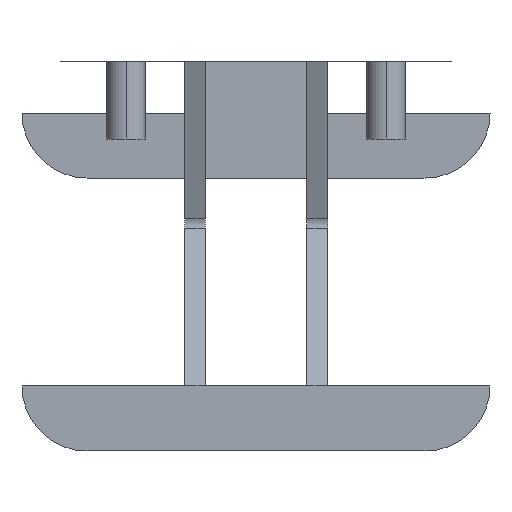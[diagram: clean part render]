
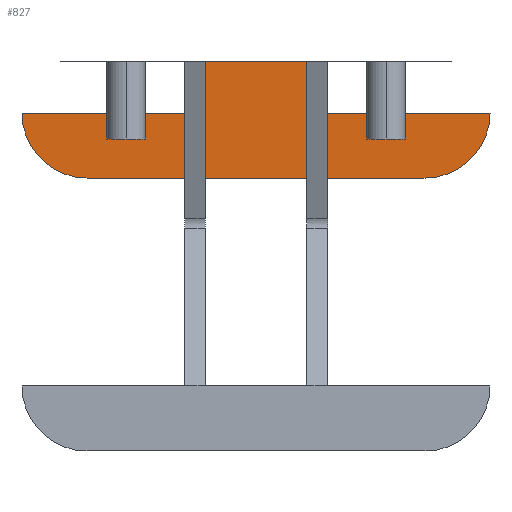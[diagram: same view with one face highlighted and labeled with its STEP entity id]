
A CAD part, left-side view. The second image highlights one B-rep face of the part: STEP entity #827.
In plain terms, the highlighted planar face has unit normal (-1, 0, 0).
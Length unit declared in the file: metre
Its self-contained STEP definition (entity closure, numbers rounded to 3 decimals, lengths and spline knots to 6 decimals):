
#37 = EDGE_CURVE ( 'NONE', #1154, #40, #800, .T. ) ;
#40 = VERTEX_POINT ( 'NONE', #1499 ) ;
#75 = VECTOR ( 'NONE', #917, 1. ) ;
#78 = PLANE ( 'NONE',  #1226 ) ;
#117 = CARTESIAN_POINT ( 'NONE',  ( -3.225, 0., -3.7 ) ) ;
#133 = DIRECTION ( 'NONE',  ( 0., 0., 1. ) ) ;
#209 = CARTESIAN_POINT ( 'NONE',  ( -3.225, 0.275, -3.5 ) ) ;
#232 = CARTESIAN_POINT ( 'NONE',  ( -3.225, 0.9, -3.7 ) ) ;
#246 = LINE ( 'NONE', #977, #1206 ) ;
#301 = DIRECTION ( 'NONE',  ( 1., 0., 0. ) ) ;
#306 = AXIS2_PLACEMENT_3D ( 'NONE', #480, #1037, #599 ) ;
#314 = EDGE_CURVE ( 'NONE', #1074, #1154, #1485, .T. ) ;
#350 = CARTESIAN_POINT ( 'NONE',  ( -3.225, 0.65, -3.95 ) ) ;
#367 = VECTOR ( 'NONE', #673, 1. ) ;
#389 = VECTOR ( 'NONE', #1426, 1. ) ;
#405 = DIRECTION ( 'NONE',  ( 0., 0., -1. ) ) ;
#409 = VERTEX_POINT ( 'NONE', #813 ) ;
#437 = EDGE_CURVE ( 'NONE', #892, #440, #246, .T. ) ;
#440 = VERTEX_POINT ( 'NONE', #1258 ) ;
#447 = EDGE_CURVE ( 'NONE', #1074, #629, #526, .T. ) ;
#452 = VECTOR ( 'NONE', #642, 1. ) ;
#480 = CARTESIAN_POINT ( 'NONE',  ( -3.225, -0.65, -3.7 ) ) ;
#488 = LINE ( 'NONE', #1744, #452 ) ;
#519 = ORIENTED_EDGE ( 'NONE', *, *, #437, .T. ) ;
#526 = LINE ( 'NONE', #1372, #367 ) ;
#594 = VECTOR ( 'NONE', #1071, 1. ) ;
#599 = DIRECTION ( 'NONE',  ( 0., 0., -1. ) ) ;
#629 = VERTEX_POINT ( 'NONE', #996 ) ;
#642 = DIRECTION ( 'NONE',  ( 0., 1., 0. ) ) ;
#657 = ORIENTED_EDGE ( 'NONE', *, *, #37, .F. ) ;
#673 = DIRECTION ( 'NONE',  ( 0., -1., 0. ) ) ;
#755 = ORIENTED_EDGE ( 'NONE', *, *, #1708, .T. ) ;
#765 = FACE_OUTER_BOUND ( 'NONE', #1463, .T. ) ;
#774 = CARTESIAN_POINT ( 'NONE',  ( -3.225, 0.275, 0. ) ) ;
#775 = EDGE_CURVE ( 'NONE', #40, #823, #1447, .T. ) ;
#800 = LINE ( 'NONE', #117, #594 ) ;
#813 = CARTESIAN_POINT ( 'NONE',  ( -3.225, -0.9, -3.7 ) ) ;
#823 = VERTEX_POINT ( 'NONE', #209 ) ;
#827 = ADVANCED_FACE ( 'NONE', ( #765 ), #78, .F. ) ;
#863 = CARTESIAN_POINT ( 'NONE',  ( -3.225, -0.275, -3.7 ) ) ;
#884 = AXIS2_PLACEMENT_3D ( 'NONE', #914, #1104, #949 ) ;
#892 = VERTEX_POINT ( 'NONE', #863 ) ;
#914 = CARTESIAN_POINT ( 'NONE',  ( -3.225, 0.65, -3.7 ) ) ;
#917 = DIRECTION ( 'NONE',  ( 0., 0., 1. ) ) ;
#925 = ORIENTED_EDGE ( 'NONE', *, *, #447, .T. ) ;
#949 = DIRECTION ( 'NONE',  ( 0., 0., -1. ) ) ;
#977 = CARTESIAN_POINT ( 'NONE',  ( -3.225, -0.275, 0. ) ) ;
#996 = CARTESIAN_POINT ( 'NONE',  ( -3.225, -0.65, -3.95 ) ) ;
#1037 = DIRECTION ( 'NONE',  ( -1., 0., 0. ) ) ;
#1071 = DIRECTION ( 'NONE',  ( 0., -1., 0. ) ) ;
#1074 = VERTEX_POINT ( 'NONE', #350 ) ;
#1104 = DIRECTION ( 'NONE',  ( 1., 0., 0. ) ) ;
#1126 = ORIENTED_EDGE ( 'NONE', *, *, #314, .F. ) ;
#1154 = VERTEX_POINT ( 'NONE', #232 ) ;
#1161 = ORIENTED_EDGE ( 'NONE', *, *, #1423, .F. ) ;
#1196 = CARTESIAN_POINT ( 'NONE',  ( -3.225, 0., 0. ) ) ;
#1206 = VECTOR ( 'NONE', #133, 1. ) ;
#1226 = AXIS2_PLACEMENT_3D ( 'NONE', #1196, #301, #405 ) ;
#1258 = CARTESIAN_POINT ( 'NONE',  ( -3.225, -0.275, -3.5 ) ) ;
#1306 = LINE ( 'NONE', #1583, #389 ) ;
#1318 = ORIENTED_EDGE ( 'NONE', *, *, #775, .F. ) ;
#1320 = CIRCLE ( 'NONE', #306, 0.25 ) ;
#1372 = CARTESIAN_POINT ( 'NONE',  ( -3.225, 0., -3.95 ) ) ;
#1423 = EDGE_CURVE ( 'NONE', #892, #409, #1306, .T. ) ;
#1426 = DIRECTION ( 'NONE',  ( 0., -1., 0. ) ) ;
#1447 = LINE ( 'NONE', #774, #75 ) ;
#1463 = EDGE_LOOP ( 'NONE', ( #657, #1126, #925, #1746, #1161, #519, #755, #1318 ) ) ;
#1471 = EDGE_CURVE ( 'NONE', #629, #409, #1320, .T. ) ;
#1485 = CIRCLE ( 'NONE', #884, 0.25 ) ;
#1499 = CARTESIAN_POINT ( 'NONE',  ( -3.225, 0.275, -3.7 ) ) ;
#1583 = CARTESIAN_POINT ( 'NONE',  ( -3.225, 0., -3.7 ) ) ;
#1708 = EDGE_CURVE ( 'NONE', #440, #823, #488, .T. ) ;
#1744 = CARTESIAN_POINT ( 'NONE',  ( -3.225, 0., -3.5 ) ) ;
#1746 = ORIENTED_EDGE ( 'NONE', *, *, #1471, .T. ) ;
